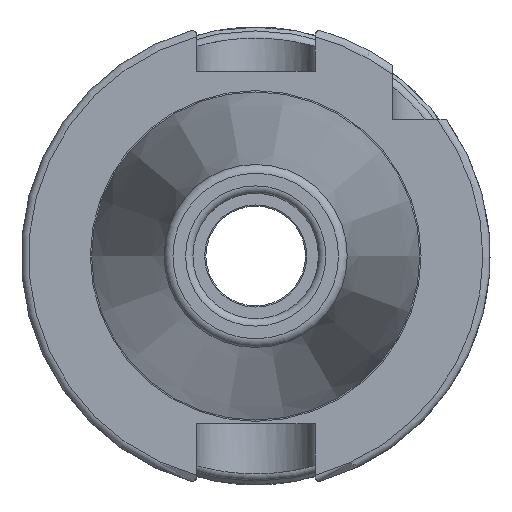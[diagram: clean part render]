
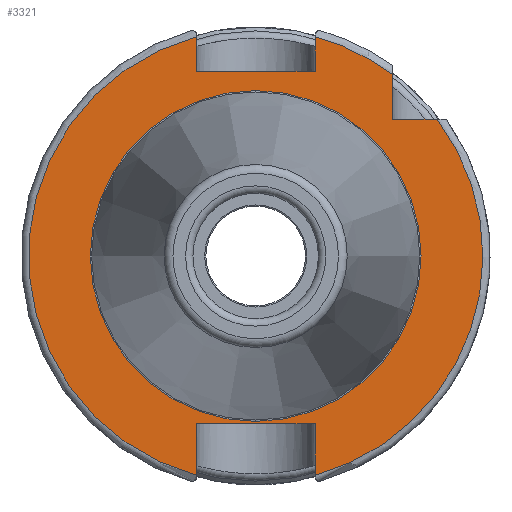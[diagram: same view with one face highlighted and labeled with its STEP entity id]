
A CAD part, left-side view. The second image highlights one B-rep face of the part: STEP entity #3321.
In plain terms, the highlighted planar face has unit normal (-1, 0, 0).
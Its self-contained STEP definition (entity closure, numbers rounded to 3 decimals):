
#148=FACE_BOUND('',#539,.T.);
#188=PLANE('',#3661);
#331=FACE_OUTER_BOUND('',#538,.T.);
#538=EDGE_LOOP('',(#2518,#2519,#2520,#2521,#2522,#2523,#2524,#2525,#2526,
#2527,#2528));
#539=EDGE_LOOP('',(#2529));
#723=CIRCLE('',#3602,30.775);
#739=CIRCLE('',#3635,30.775);
#743=CIRCLE('',#3644,30.775);
#748=CIRCLE('',#3662,22.4);
#880=LINE('',#5126,#1102);
#882=LINE('',#5130,#1104);
#904=LINE('',#5370,#1126);
#917=LINE('',#5459,#1139);
#921=LINE('',#5480,#1143);
#923=LINE('',#5483,#1145);
#924=LINE('',#5486,#1146);
#925=LINE('',#5487,#1147);
#1102=VECTOR('',#4062,10.);
#1104=VECTOR('',#4066,10.);
#1126=VECTOR('',#4162,10.);
#1139=VECTOR('',#4201,10.);
#1143=VECTOR('',#4223,10.);
#1145=VECTOR('',#4227,10.);
#1146=VECTOR('',#4230,10.);
#1147=VECTOR('',#4231,10.);
#1409=VERTEX_POINT('',#5114);
#1410=VERTEX_POINT('',#5125);
#1411=VERTEX_POINT('',#5129);
#1420=VERTEX_POINT('',#5171);
#1447=VERTEX_POINT('',#5319);
#1448=VERTEX_POINT('',#5326);
#1457=VERTEX_POINT('',#5368);
#1464=VERTEX_POINT('',#5418);
#1472=VERTEX_POINT('',#5458);
#1477=VERTEX_POINT('',#5479);
#1478=VERTEX_POINT('',#5485);
#1479=VERTEX_POINT('',#5488);
#1760=EDGE_CURVE('',#1410,#1409,#880,.T.);
#1762=EDGE_CURVE('',#1411,#1410,#882,.T.);
#1772=EDGE_CURVE('',#1411,#1420,#723,.T.);
#1816=EDGE_CURVE('',#1447,#1448,#739,.T.);
#1828=EDGE_CURVE('',#1447,#1457,#904,.T.);
#1839=EDGE_CURVE('',#1464,#1409,#743,.T.);
#1853=EDGE_CURVE('',#1472,#1448,#917,.T.);
#1862=EDGE_CURVE('',#1477,#1420,#921,.T.);
#1864=EDGE_CURVE('',#1457,#1477,#923,.T.);
#1865=EDGE_CURVE('',#1464,#1478,#924,.T.);
#1866=EDGE_CURVE('',#1478,#1472,#925,.T.);
#1867=EDGE_CURVE('',#1479,#1479,#748,.T.);
#2518=ORIENTED_EDGE('',*,*,#1760,.T.);
#2519=ORIENTED_EDGE('',*,*,#1839,.F.);
#2520=ORIENTED_EDGE('',*,*,#1865,.T.);
#2521=ORIENTED_EDGE('',*,*,#1866,.T.);
#2522=ORIENTED_EDGE('',*,*,#1853,.T.);
#2523=ORIENTED_EDGE('',*,*,#1816,.F.);
#2524=ORIENTED_EDGE('',*,*,#1828,.T.);
#2525=ORIENTED_EDGE('',*,*,#1864,.T.);
#2526=ORIENTED_EDGE('',*,*,#1862,.T.);
#2527=ORIENTED_EDGE('',*,*,#1772,.F.);
#2528=ORIENTED_EDGE('',*,*,#1762,.T.);
#2529=ORIENTED_EDGE('',*,*,#1867,.T.);
#3321=ADVANCED_FACE('',(#331,#148),#188,.T.);
#3602=AXIS2_PLACEMENT_3D('',#5172,#4074,#4075);
#3635=AXIS2_PLACEMENT_3D('',#5327,#4151,#4152);
#3644=AXIS2_PLACEMENT_3D('',#5425,#4177,#4178);
#3661=AXIS2_PLACEMENT_3D('',#5484,#4228,#4229);
#3662=AXIS2_PLACEMENT_3D('',#5489,#4232,#4233);
#4062=DIRECTION('',(0.,0.,1.));
#4066=DIRECTION('',(0.,1.,0.));
#4074=DIRECTION('center_axis',(1.,0.,0.));
#4075=DIRECTION('ref_axis',(0.,0.,-1.));
#4151=DIRECTION('center_axis',(1.,0.,0.));
#4152=DIRECTION('ref_axis',(0.,0.,-1.));
#4162=DIRECTION('',(0.,0.,1.));
#4177=DIRECTION('center_axis',(1.,0.,0.));
#4178=DIRECTION('ref_axis',(0.,0.,-1.));
#4201=DIRECTION('',(0.,0.,1.));
#4223=DIRECTION('',(0.,0.,-1.));
#4227=DIRECTION('',(0.,-1.,0.));
#4228=DIRECTION('center_axis',(-1.,0.,0.));
#4229=DIRECTION('ref_axis',(0.,0.,1.));
#4230=DIRECTION('',(0.,0.,-1.));
#4231=DIRECTION('',(0.,1.,0.));
#4232=DIRECTION('center_axis',(1.,0.,0.));
#4233=DIRECTION('ref_axis',(0.,0.,-1.));
#5114=CARTESIAN_POINT('',(3.2,-18.5,24.594));
#5125=CARTESIAN_POINT('',(3.2,-18.5,18.5));
#5126=CARTESIAN_POINT('',(3.2,-18.5,14.25));
#5129=CARTESIAN_POINT('',(3.2,-24.594,18.5));
#5130=CARTESIAN_POINT('',(3.2,6.138,18.5));
#5171=CARTESIAN_POINT('',(3.2,-8.05,-29.704));
#5172=CARTESIAN_POINT('Origin',(3.2,0.,0.));
#5319=CARTESIAN_POINT('',(3.2,8.05,-29.704));
#5326=CARTESIAN_POINT('',(3.2,8.05,29.704));
#5327=CARTESIAN_POINT('Origin',(3.2,0.,0.));
#5368=CARTESIAN_POINT('',(3.2,8.05,-22.7));
#5370=CARTESIAN_POINT('',(3.2,8.05,-11.35));
#5418=CARTESIAN_POINT('',(3.2,-8.05,29.704));
#5425=CARTESIAN_POINT('Origin',(3.2,0.,0.));
#5458=CARTESIAN_POINT('',(3.2,8.05,25.));
#5459=CARTESIAN_POINT('',(3.2,8.05,12.5));
#5479=CARTESIAN_POINT('',(3.2,-8.05,-22.7));
#5480=CARTESIAN_POINT('',(3.2,-8.05,-11.35));
#5483=CARTESIAN_POINT('',(3.2,15.388,-22.7));
#5484=CARTESIAN_POINT('Origin',(3.2,30.775,0.));
#5485=CARTESIAN_POINT('',(3.2,-8.05,25.));
#5486=CARTESIAN_POINT('',(3.2,-8.05,12.5));
#5487=CARTESIAN_POINT('',(3.2,15.388,25.));
#5488=CARTESIAN_POINT('',(3.2,0.,22.4));
#5489=CARTESIAN_POINT('Origin',(3.2,0.,0.));
